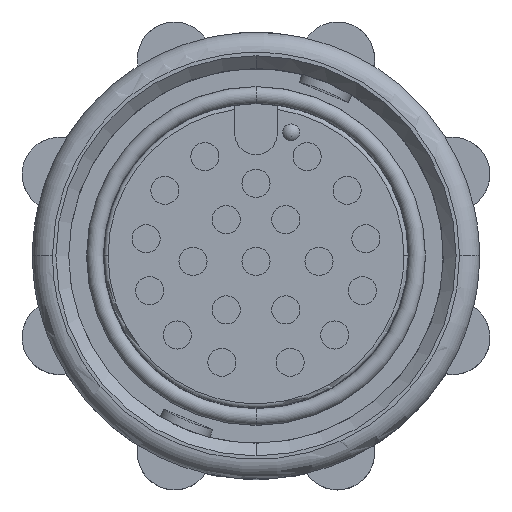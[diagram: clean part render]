
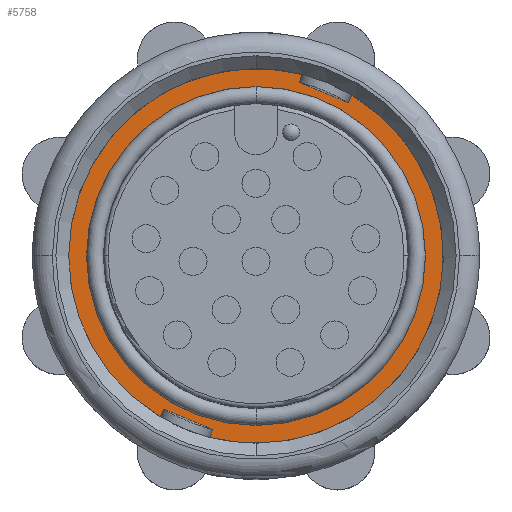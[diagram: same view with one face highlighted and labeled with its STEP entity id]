
A CAD part, top view. The second image highlights one B-rep face of the part: STEP entity #5758.
In plain terms, the highlighted planar face has unit normal (0, 0, 1).
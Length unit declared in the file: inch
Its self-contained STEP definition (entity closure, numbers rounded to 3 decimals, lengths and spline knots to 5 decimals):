
#85 = DIRECTION ( 'NONE',  ( -1., 0., 0. ) ) ;
#173 = CARTESIAN_POINT ( 'NONE',  ( 0., 0., 0.018 ) ) ;
#321 = CARTESIAN_POINT ( 'NONE',  ( -0.10893, -0.4263, 0.018 ) ) ;
#439 = VERTEX_POINT ( 'NONE', #1324 ) ;
#477 = DIRECTION ( 'NONE',  ( 0., 0., 1. ) ) ;
#526 = FACE_BOUND ( 'NONE', #7544, .T. ) ;
#533 = DIRECTION ( 'NONE',  ( -1., 0., 0. ) ) ;
#699 = ORIENTED_EDGE ( 'NONE', *, *, #879, .F. ) ;
#850 = VERTEX_POINT ( 'NONE', #9080 ) ;
#879 = EDGE_CURVE ( 'NONE', #2504, #7284, #3059, .T. ) ;
#938 = DIRECTION ( 'NONE',  ( -1., 0., 0. ) ) ;
#1138 = LINE ( 'NONE', #7285, #9027 ) ;
#1252 = CIRCLE ( 'NONE', #9679, 0.44 ) ;
#1288 = CARTESIAN_POINT ( 'NONE',  ( 0.22441, 0.37847, 0.018 ) ) ;
#1324 = CARTESIAN_POINT ( 'NONE',  ( 0.10893, 0.4263, 0.018 ) ) ;
#1340 = EDGE_CURVE ( 'NONE', #439, #2504, #6512, .T. ) ;
#1908 = VERTEX_POINT ( 'NONE', #7593 ) ;
#1962 = AXIS2_PLACEMENT_3D ( 'NONE', #5082, #477, #5838 ) ;
#2262 = DIRECTION ( 'NONE',  ( 0., 0., -1. ) ) ;
#2272 = CARTESIAN_POINT ( 'NONE',  ( 0., 0., 0.018 ) ) ;
#2426 = AXIS2_PLACEMENT_3D ( 'NONE', #6823, #2262, #7595 ) ;
#2462 = VECTOR ( 'NONE', #8815, 39.37008 ) ;
#2486 = EDGE_CURVE ( 'NONE', #850, #6713, #3154, .T. ) ;
#2504 = VERTEX_POINT ( 'NONE', #7271 ) ;
#3049 = DIRECTION ( 'NONE',  ( 1., 0., 0. ) ) ;
#3059 = CIRCLE ( 'NONE', #9192, 0.42 ) ;
#3111 = EDGE_CURVE ( 'NONE', #7284, #5762, #7190, .T. ) ;
#3154 = CIRCLE ( 'NONE', #7837, 0.3979 ) ;
#3206 = DIRECTION ( 'NONE',  ( -0.383, -0.924, 0. ) ) ;
#3218 = CARTESIAN_POINT ( 'NONE',  ( 0.21668, 0.35979, 0.018 ) ) ;
#3951 = EDGE_CURVE ( 'NONE', #9696, #1908, #6758, .T. ) ;
#3965 = CARTESIAN_POINT ( 'NONE',  ( -0.21668, -0.35979, 0.018 ) ) ;
#4054 = EDGE_CURVE ( 'NONE', #7130, #5762, #4280, .T. ) ;
#4274 = DIRECTION ( 'NONE',  ( 0., 0., 1. ) ) ;
#4280 = CIRCLE ( 'NONE', #8042, 0.44 ) ;
#4311 = ORIENTED_EDGE ( 'NONE', *, *, #3111, .F. ) ;
#4347 = CARTESIAN_POINT ( 'NONE',  ( 0., 0., 0.018 ) ) ;
#4356 = CARTESIAN_POINT ( 'NONE',  ( 0., 0., 0.018 ) ) ;
#4566 = EDGE_CURVE ( 'NONE', #7130, #9696, #1138, .T. ) ;
#4672 = DIRECTION ( 'NONE',  ( 0., 0., 1. ) ) ;
#5063 = ORIENTED_EDGE ( 'NONE', *, *, #4054, .T. ) ;
#5082 = CARTESIAN_POINT ( 'NONE',  ( 0., 0., 0.018 ) ) ;
#5129 = DIRECTION ( 'NONE',  ( -1., 0., 0. ) ) ;
#5134 = DIRECTION ( 'NONE',  ( 0., 0., -1. ) ) ;
#5184 = VECTOR ( 'NONE', #9071, 39.37008 ) ;
#5285 = ORIENTED_EDGE ( 'NONE', *, *, #2486, .F. ) ;
#5406 = ORIENTED_EDGE ( 'NONE', *, *, #1340, .F. ) ;
#5425 = ORIENTED_EDGE ( 'NONE', *, *, #7770, .F. ) ;
#5542 = DIRECTION ( 'NONE',  ( 0., 0., 1. ) ) ;
#5758 = ADVANCED_FACE ( 'NONE', ( #526, #6392 ), #8915, .F. ) ;
#5762 = VERTEX_POINT ( 'NONE', #1288 ) ;
#5838 = DIRECTION ( 'NONE',  ( 0., 1., 0. ) ) ;
#5927 = AXIS2_PLACEMENT_3D ( 'NONE', #4356, #5134, #533 ) ;
#5931 = CIRCLE ( 'NONE', #6415, 0.44 ) ;
#6013 = LINE ( 'NONE', #3965, #7806 ) ;
#6184 = EDGE_CURVE ( 'NONE', #6713, #850, #7571, .T. ) ;
#6319 = EDGE_LOOP ( 'NONE', ( #5406, #8508, #7596, #5425, #6505, #9660, #5063, #4311, #699 ) ) ;
#6392 = FACE_OUTER_BOUND ( 'NONE', #6319, .T. ) ;
#6415 = AXIS2_PLACEMENT_3D ( 'NONE', #4347, #9686, #5129 ) ;
#6505 = ORIENTED_EDGE ( 'NONE', *, *, #3951, .F. ) ;
#6512 = LINE ( 'NONE', #7272, #2462 ) ;
#6713 = VERTEX_POINT ( 'NONE', #9790 ) ;
#6758 = CIRCLE ( 'NONE', #2426, 0.42 ) ;
#6823 = CARTESIAN_POINT ( 'NONE',  ( 0., 0., 0.018 ) ) ;
#6842 = VERTEX_POINT ( 'NONE', #7645 ) ;
#7130 = VERTEX_POINT ( 'NONE', #321 ) ;
#7190 = LINE ( 'NONE', #8299, #5184 ) ;
#7271 = CARTESIAN_POINT ( 'NONE',  ( 0.1012, 0.40763, 0.018 ) ) ;
#7272 = CARTESIAN_POINT ( 'NONE',  ( 0.10893, 0.4263, 0.018 ) ) ;
#7284 = VERTEX_POINT ( 'NONE', #3218 ) ;
#7285 = CARTESIAN_POINT ( 'NONE',  ( -0.10893, -0.4263, 0.018 ) ) ;
#7544 = EDGE_LOOP ( 'NONE', ( #5285, #8675 ) ) ;
#7571 = CIRCLE ( 'NONE', #1962, 0.3979 ) ;
#7593 = CARTESIAN_POINT ( 'NONE',  ( -0.21668, -0.35979, 0.018 ) ) ;
#7595 = DIRECTION ( 'NONE',  ( 1., 0., 0. ) ) ;
#7596 = ORIENTED_EDGE ( 'NONE', *, *, #9825, .T. ) ;
#7610 = DIRECTION ( 'NONE',  ( 0., 0., -1. ) ) ;
#7645 = CARTESIAN_POINT ( 'NONE',  ( -0.22441, -0.37847, 0.018 ) ) ;
#7770 = EDGE_CURVE ( 'NONE', #1908, #6842, #6013, .T. ) ;
#7806 = VECTOR ( 'NONE', #3206, 39.37008 ) ;
#7837 = AXIS2_PLACEMENT_3D ( 'NONE', #8833, #4274, #9617 ) ;
#8042 = AXIS2_PLACEMENT_3D ( 'NONE', #9224, #4672, #85 ) ;
#8229 = CARTESIAN_POINT ( 'NONE',  ( -0.44, 0., 0.018 ) ) ;
#8299 = CARTESIAN_POINT ( 'NONE',  ( 0.21668, 0.35979, 0.018 ) ) ;
#8366 = VERTEX_POINT ( 'NONE', #8229 ) ;
#8508 = ORIENTED_EDGE ( 'NONE', *, *, #9649, .T. ) ;
#8675 = ORIENTED_EDGE ( 'NONE', *, *, #6184, .F. ) ;
#8815 = DIRECTION ( 'NONE',  ( -0.383, -0.924, 0. ) ) ;
#8833 = CARTESIAN_POINT ( 'NONE',  ( 0., 0., 0.018 ) ) ;
#8915 = PLANE ( 'NONE',  #5927 ) ;
#8957 = DIRECTION ( 'NONE',  ( 0.383, 0.924, 0. ) ) ;
#9027 = VECTOR ( 'NONE', #8957, 39.37008 ) ;
#9071 = DIRECTION ( 'NONE',  ( 0.383, 0.924, 0. ) ) ;
#9080 = CARTESIAN_POINT ( 'NONE',  ( 0., 0.3979, 0.018 ) ) ;
#9192 = AXIS2_PLACEMENT_3D ( 'NONE', #2272, #7610, #3049 ) ;
#9224 = CARTESIAN_POINT ( 'NONE',  ( 0., 0., 0.018 ) ) ;
#9384 = CARTESIAN_POINT ( 'NONE',  ( -0.1012, -0.40763, 0.018 ) ) ;
#9617 = DIRECTION ( 'NONE',  ( 0., 1., 0. ) ) ;
#9649 = EDGE_CURVE ( 'NONE', #439, #8366, #1252, .T. ) ;
#9660 = ORIENTED_EDGE ( 'NONE', *, *, #4566, .F. ) ;
#9679 = AXIS2_PLACEMENT_3D ( 'NONE', #173, #5542, #938 ) ;
#9686 = DIRECTION ( 'NONE',  ( 0., 0., 1. ) ) ;
#9696 = VERTEX_POINT ( 'NONE', #9384 ) ;
#9790 = CARTESIAN_POINT ( 'NONE',  ( 0., -0.3979, 0.018 ) ) ;
#9825 = EDGE_CURVE ( 'NONE', #8366, #6842, #5931, .T. ) ;
